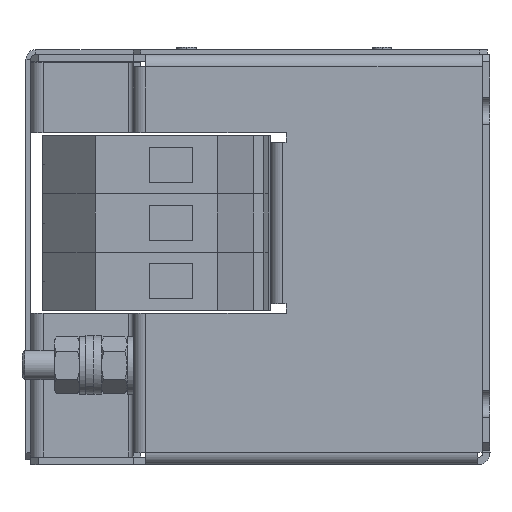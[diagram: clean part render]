
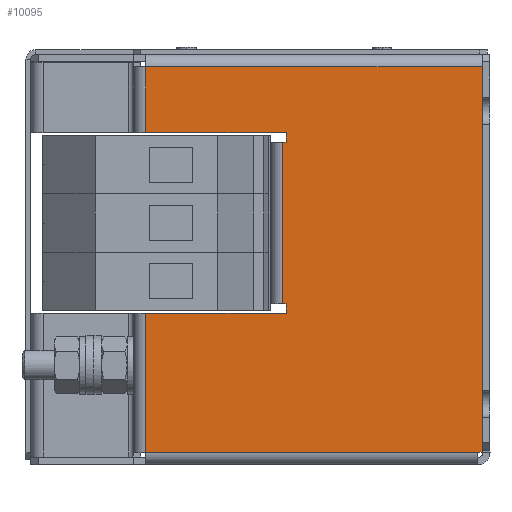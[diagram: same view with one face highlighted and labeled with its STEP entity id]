
A CAD part, left-side view. The second image highlights one B-rep face of the part: STEP entity #10095.
In plain terms, the highlighted planar face has unit normal (-1, 0, 0).
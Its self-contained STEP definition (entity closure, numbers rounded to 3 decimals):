
#710 = ORIENTED_EDGE ( 'NONE', *, *, #13133, .T. ) ;
#852 = VERTEX_POINT ( 'NONE', #2124 ) ;
#869 = CARTESIAN_POINT ( 'NONE',  ( -110., 41., -10.25 ) ) ;
#1442 = VECTOR ( 'NONE', #18690, 1000. ) ;
#2124 = CARTESIAN_POINT ( 'NONE',  ( -110., 41., 22.75 ) ) ;
#2154 = EDGE_LOOP ( 'NONE', ( #22276, #5005, #19031, #710, #18165, #16972, #16705, #12838, #22438, #17609, #9341, #16365, #28891, #19576 ) ) ;
#2410 = CARTESIAN_POINT ( 'NONE',  ( -110., 0.1, 38.25 ) ) ;
#2609 = DIRECTION ( 'NONE',  ( 0., 0., 1. ) ) ;
#2686 = VERTEX_POINT ( 'NONE', #28615 ) ;
#3312 = CARTESIAN_POINT ( 'NONE',  ( -110., 69., 24.75 ) ) ;
#3900 = CARTESIAN_POINT ( 'NONE',  ( -110., 40.2, -10.25 ) ) ;
#4156 = LINE ( 'NONE', #23486, #27890 ) ;
#4858 = PLANE ( 'NONE',  #28872 ) ;
#5005 = ORIENTED_EDGE ( 'NONE', *, *, #24059, .T. ) ;
#5101 = DIRECTION ( 'NONE',  ( 0., 0., -1. ) ) ;
#5256 = EDGE_CURVE ( 'Defeature ausgef�hrt2_77+Defeature ausgef�hrt2_76+Defeature ausgef�hrt2_78+Defeature ausgef�hrt2_75', #8813, #5473, #28873, .T. ) ;
#5456 = EDGE_CURVE ( 'Defeature ausgef�hrt2_72+Defeature ausgef�hrt2_77+Defeature ausgef�hrt2_242+Defeature ausgef�hrt2_73', #852, #28657, #9251, .T. ) ;
#5473 = VERTEX_POINT ( 'NONE', #29538 ) ;
#5524 = VERTEX_POINT ( 'NONE', #3900 ) ;
#5605 = VECTOR ( 'NONE', #16900, 1000. ) ;
#7795 = DIRECTION ( 'NONE',  ( 0., 0., -1. ) ) ;
#8165 = VECTOR ( 'NONE', #22122, 1000. ) ;
#8409 = DIRECTION ( 'NONE',  ( 0., 0., -1. ) ) ;
#8505 = VERTEX_POINT ( 'NONE', #9181 ) ;
#8685 = VERTEX_POINT ( 'NONE', #3312 ) ;
#8813 = VERTEX_POINT ( 'NONE', #10126 ) ;
#8858 = DIRECTION ( 'NONE',  ( 0., 1., 0. ) ) ;
#9001 = VECTOR ( 'NONE', #8409, 1000. ) ;
#9181 = CARTESIAN_POINT ( 'NONE',  ( -110., 69., -40.75 ) ) ;
#9251 = LINE ( 'NONE', #24304, #8165 ) ;
#9260 = CARTESIAN_POINT ( 'NONE',  ( -110., 92.5, 24.75 ) ) ;
#9341 = ORIENTED_EDGE ( 'NONE', *, *, #11234, .F. ) ;
#9347 = DIRECTION ( 'NONE',  ( 0., 0., 1. ) ) ;
#9362 = CARTESIAN_POINT ( 'NONE',  ( -110., 0., -40.65 ) ) ;
#9397 = LINE ( 'NONE', #13668, #19075 ) ;
#10095 = ADVANCED_FACE ( 'Defeature ausgef�hrt2_77', ( #28681 ), #4858, .F. ) ;
#10126 = CARTESIAN_POINT ( 'NONE',  ( -110., 1., -40.65 ) ) ;
#10149 = VECTOR ( 'NONE', #7795, 1000. ) ;
#10330 = CARTESIAN_POINT ( 'NONE',  ( -110., 0.1, 38.25 ) ) ;
#10911 = DIRECTION ( 'NONE',  ( 0., 0., 1. ) ) ;
#11026 = DIRECTION ( 'NONE',  ( 0., 1., 0. ) ) ;
#11234 = EDGE_CURVE ( 'Defeature ausgef�hrt2_69+Defeature ausgef�hrt2_77+Defeature ausgef�hrt2_97+Defeature ausgef�hrt2_70', #2686, #27496, #25371, .T. ) ;
#11457 = EDGE_CURVE ( 'Defeature ausgef�hrt2_77+Defeature ausgef�hrt2_71+Defeature ausgef�hrt2_243+Defeature ausgef�hrt2_70', #18631, #5524, #28267, .T. ) ;
#12838 = ORIENTED_EDGE ( 'NONE', *, *, #18653, .T. ) ;
#13133 = EDGE_CURVE ( 'Defeature ausgef�hrt2_77+Defeature ausgef�hrt2_94+Defeature ausgef�hrt2_214+Defeature ausgef�hrt2_74', #14435, #8685, #26701, .T. ) ;
#13668 = CARTESIAN_POINT ( 'NONE',  ( -110., 0., 38.25 ) ) ;
#13690 = DIRECTION ( 'NONE',  ( 0., -1., 0. ) ) ;
#13850 = VECTOR ( 'NONE', #2609, 1000. ) ;
#14431 = VERTEX_POINT ( 'NONE', #24831 ) ;
#14435 = VERTEX_POINT ( 'NONE', #15206 ) ;
#15206 = CARTESIAN_POINT ( 'NONE',  ( -110., 69., 38.25 ) ) ;
#15215 = VERTEX_POINT ( 'NONE', #23730 ) ;
#16365 = ORIENTED_EDGE ( 'NONE', *, *, #21530, .T. ) ;
#16703 = VECTOR ( 'NONE', #11026, 1000. ) ;
#16705 = ORIENTED_EDGE ( 'NONE', *, *, #5456, .F. ) ;
#16849 = EDGE_CURVE ( 'Defeature ausgef�hrt2_73+Defeature ausgef�hrt2_77+Defeature ausgef�hrt2_72+Defeature ausgef�hrt2_74', #28657, #14431, #26257, .T. ) ;
#16900 = DIRECTION ( 'NONE',  ( 0., -1., 0. ) ) ;
#16972 = ORIENTED_EDGE ( 'NONE', *, *, #16849, .F. ) ;
#17609 = ORIENTED_EDGE ( 'NONE', *, *, #22975, .F. ) ;
#17722 = CARTESIAN_POINT ( 'NONE',  ( -110., 40.2, -12.25 ) ) ;
#18165 = ORIENTED_EDGE ( 'NONE', *, *, #25249, .F. ) ;
#18481 = CARTESIAN_POINT ( 'NONE',  ( -110., 92.5, -12.25 ) ) ;
#18631 = VERTEX_POINT ( 'NONE', #25614 ) ;
#18653 = EDGE_CURVE ( 'Defeature ausgef�hrt2_77+Defeature ausgef�hrt2_243+Defeature ausgef�hrt2_72+Defeature ausgef�hrt2_71', #852, #18631, #4156, .T. ) ;
#18690 = DIRECTION ( 'NONE',  ( 0., 0., 1. ) ) ;
#19031 = ORIENTED_EDGE ( 'NONE', *, *, #29525, .T. ) ;
#19059 = LINE ( 'NONE', #20166, #9001 ) ;
#19075 = VECTOR ( 'NONE', #20384, 1000. ) ;
#19576 = ORIENTED_EDGE ( 'NONE', *, *, #21225, .T. ) ;
#19659 = LINE ( 'NONE', #27647, #23980 ) ;
#19864 = VECTOR ( 'NONE', #21317, 1000. ) ;
#20154 = VECTOR ( 'NONE', #10911, 1000. ) ;
#20166 = CARTESIAN_POINT ( 'NONE',  ( -110., 69., 38.25 ) ) ;
#20384 = DIRECTION ( 'NONE',  ( 0., 1., 0. ) ) ;
#20670 = DIRECTION ( 'NONE',  ( 1., 0., 0. ) ) ;
#20786 = LINE ( 'NONE', #9260, #28317 ) ;
#20871 = CARTESIAN_POINT ( 'NONE',  ( -110., 0., 0. ) ) ;
#20948 = CARTESIAN_POINT ( 'NONE',  ( -110., 40.2, 22.75 ) ) ;
#21225 = EDGE_CURVE ( 'Defeature ausgef�hrt2_77+Defeature ausgef�hrt2_78+Defeature ausgef�hrt2_67+Defeature ausgef�hrt2_76', #15215, #8813, #29890, .T. ) ;
#21317 = DIRECTION ( 'NONE',  ( 0., -1., 0. ) ) ;
#21394 = CARTESIAN_POINT ( 'NONE',  ( -110., 69., 38.25 ) ) ;
#21477 = VECTOR ( 'NONE', #13690, 1000. ) ;
#21530 = EDGE_CURVE ( 'Defeature ausgef�hrt2_77+Defeature ausgef�hrt2_98+Defeature ausgef�hrt2_69+Defeature ausgef�hrt2_67', #2686, #8505, #19059, .T. ) ;
#22122 = DIRECTION ( 'NONE',  ( 0., -1., 0. ) ) ;
#22275 = CARTESIAN_POINT ( 'NONE',  ( -110., 71.5, -40.75 ) ) ;
#22276 = ORIENTED_EDGE ( 'NONE', *, *, #5256, .T. ) ;
#22438 = ORIENTED_EDGE ( 'NONE', *, *, #11457, .T. ) ;
#22442 = LINE ( 'NONE', #2410, #13850 ) ;
#22815 = LINE ( 'NONE', #22275, #16703 ) ;
#22975 = EDGE_CURVE ( 'Defeature ausgef�hrt2_70+Defeature ausgef�hrt2_77+Defeature ausgef�hrt2_69+Defeature ausgef�hrt2_71', #27496, #5524, #19659, .T. ) ;
#23486 = CARTESIAN_POINT ( 'NONE',  ( -110., 41., 22.75 ) ) ;
#23724 = VERTEX_POINT ( 'NONE', #10330 ) ;
#23730 = CARTESIAN_POINT ( 'NONE',  ( -110., 1., -40.75 ) ) ;
#23819 = EDGE_CURVE ( 'Defeature ausgef�hrt2_67+Defeature ausgef�hrt2_77+Defeature ausgef�hrt2_65+Defeature ausgef�hrt2_66', #15215, #8505, #22815, .T. ) ;
#23980 = VECTOR ( 'NONE', #9347, 1000. ) ;
#24059 = EDGE_CURVE ( 'Defeature ausgef�hrt2_77+Defeature ausgef�hrt2_75+Defeature ausgef�hrt2_76+Defeature ausgef�hrt2_214', #5473, #23724, #22442, .T. ) ;
#24304 = CARTESIAN_POINT ( 'NONE',  ( -110., 41., 22.75 ) ) ;
#24831 = CARTESIAN_POINT ( 'NONE',  ( -110., 40.2, 24.75 ) ) ;
#25249 = EDGE_CURVE ( 'Defeature ausgef�hrt2_74+Defeature ausgef�hrt2_77+Defeature ausgef�hrt2_73+Defeature ausgef�hrt2_93', #14431, #8685, #20786, .T. ) ;
#25371 = LINE ( 'NONE', #18481, #21477 ) ;
#25614 = CARTESIAN_POINT ( 'NONE',  ( -110., 41., -10.25 ) ) ;
#26257 = LINE ( 'NONE', #17722, #20154 ) ;
#26701 = LINE ( 'NONE', #21394, #10149 ) ;
#27496 = VERTEX_POINT ( 'NONE', #28230 ) ;
#27647 = CARTESIAN_POINT ( 'NONE',  ( -110., 40.2, -12.25 ) ) ;
#27735 = CARTESIAN_POINT ( 'NONE',  ( -110., 1., 0. ) ) ;
#27796 = DIRECTION ( 'NONE',  ( 0., 0., -1. ) ) ;
#27890 = VECTOR ( 'NONE', #5101, 1000. ) ;
#28230 = CARTESIAN_POINT ( 'NONE',  ( -110., 40.2, -12.25 ) ) ;
#28267 = LINE ( 'NONE', #869, #5605 ) ;
#28317 = VECTOR ( 'NONE', #8858, 1000. ) ;
#28615 = CARTESIAN_POINT ( 'NONE',  ( -110., 69., -12.25 ) ) ;
#28657 = VERTEX_POINT ( 'NONE', #20948 ) ;
#28681 = FACE_OUTER_BOUND ( 'NONE', #2154, .T. ) ;
#28872 = AXIS2_PLACEMENT_3D ( 'NONE', #20871, #20670, #27796 ) ;
#28873 = LINE ( 'NONE', #9362, #19864 ) ;
#28891 = ORIENTED_EDGE ( 'NONE', *, *, #23819, .F. ) ;
#29525 = EDGE_CURVE ( 'Defeature ausgef�hrt2_77+Defeature ausgef�hrt2_214+Defeature ausgef�hrt2_75+Defeature ausgef�hrt2_94', #23724, #14435, #9397, .T. ) ;
#29538 = CARTESIAN_POINT ( 'NONE',  ( -110., 0.1, -40.65 ) ) ;
#29890 = LINE ( 'NONE', #27735, #1442 ) ;
